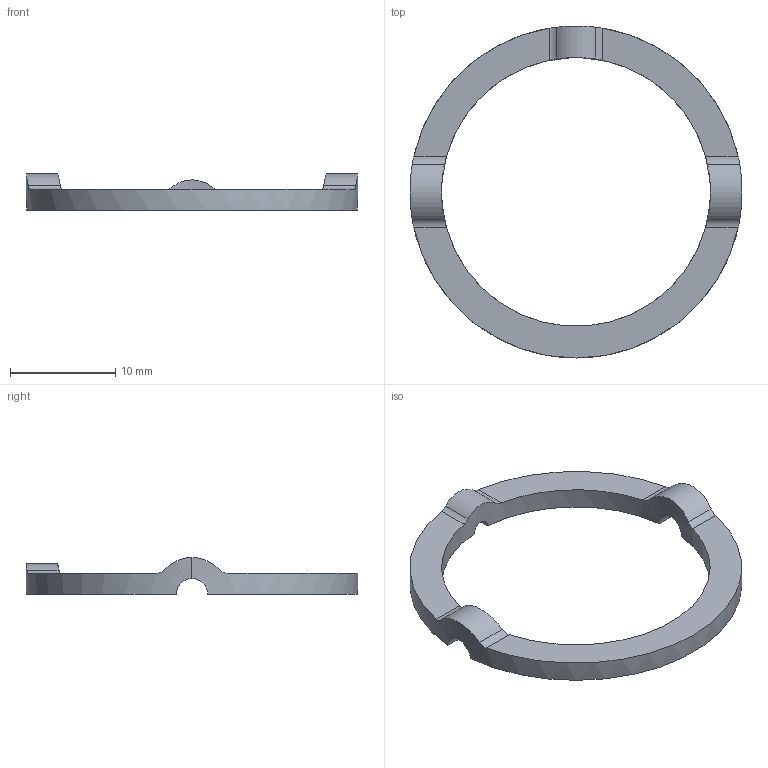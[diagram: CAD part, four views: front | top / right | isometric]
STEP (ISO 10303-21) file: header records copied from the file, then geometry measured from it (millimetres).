
FILE_DESCRIPTION(('CATIA V5 STEP Exchange'),'2;1');
FILE_NAME('Innere_Aufhaengung.stp','2015-11-20T15:48:18+00:00',('none'),('none'),'CATIA Version 5 Release 17 (IN-10)','CATIA V5 STEP AP203','none');
FILE_SCHEMA(('CONFIG_CONTROL_DESIGN'));
Length unit declared in the file: millimetre
Products named in the file (1): Innere_Aufhaengung
Bounding box: 31.5 x 31.5 x 3.5 mm (x, y, z)
Volume: 556.9 mm3; surface area: 928.4 mm2
Topology: 1 solids, 1 shells, 25 faces, 75 edges, 50 vertices
Faces by surface type: cylinder 19, plane 6
Entity records: 894 total; most frequent: CARTESIAN_POINT 290, ORIENTED_EDGE 150, EDGE_CURVE 75, DIRECTION 65, VERTEX_POINT 50, B_SPLINE_CURVE_WITH_KNOTS 38, AXIS2_PLACEMENT_3D 27, VECTOR 25
